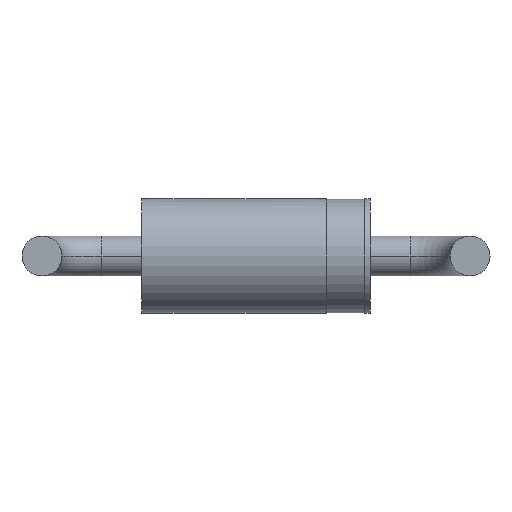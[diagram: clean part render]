
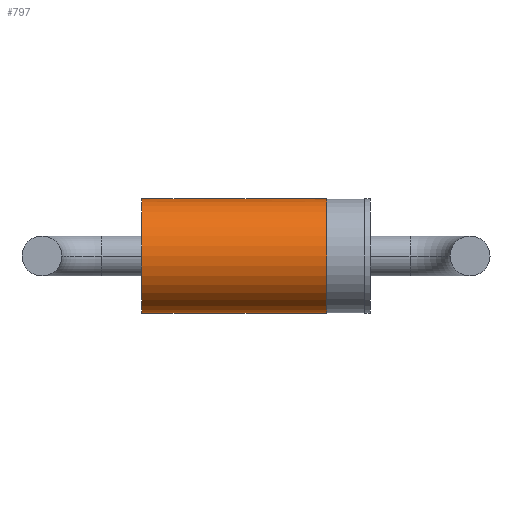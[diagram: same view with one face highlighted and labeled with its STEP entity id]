
A CAD part, front view. The second image highlights one B-rep face of the part: STEP entity #797.
In plain terms, the highlighted cylindrical face has radius 1.02 mm (diameter 2.04 mm), a partial arc.
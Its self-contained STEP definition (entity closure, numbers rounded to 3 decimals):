
#44 = CARTESIAN_POINT ( 'NONE',  ( 5.845, 2.02, 1.02 ) ) ;
#56 = DIRECTION ( 'NONE',  ( 0., 0., -1. ) ) ;
#210 = CARTESIAN_POINT ( 'NONE',  ( 5.845, 2.02, -1.02 ) ) ;
#238 = VECTOR ( 'NONE', #2086, 1000. ) ;
#245 = DIRECTION ( 'NONE',  ( -1., 0., 0. ) ) ;
#246 = CARTESIAN_POINT ( 'NONE',  ( 2.548, 2.02, -1.02 ) ) ;
#248 = ORIENTED_EDGE ( 'NONE', *, *, #583, .T. ) ;
#405 = DIRECTION ( 'NONE',  ( 1., 0., 0. ) ) ;
#443 = VECTOR ( 'NONE', #3192, 1000. ) ;
#450 = CARTESIAN_POINT ( 'NONE',  ( 2.548, 1.977, -1.019 ) ) ;
#462 = ORIENTED_EDGE ( 'NONE', *, *, #2694, .F. ) ;
#499 = VERTEX_POINT ( 'NONE', #4264 ) ;
#538 = CARTESIAN_POINT ( 'NONE',  ( 5.845, 2.02, 0. ) ) ;
#583 = EDGE_CURVE ( 'NONE', #2833, #1158, #1672, .T. ) ;
#655 = VERTEX_POINT ( 'NONE', #3768 ) ;
#778 = CARTESIAN_POINT ( 'NONE',  ( 2.548, 2.02, 1.02 ) ) ;
#797 = ADVANCED_FACE ( 'NONE', ( #1204 ), #1778, .T. ) ;
#824 = VERTEX_POINT ( 'NONE', #4283 ) ;
#829 = EDGE_CURVE ( 'NONE', #1525, #1513, #1891, .T. ) ;
#944 = VERTEX_POINT ( 'NONE', #3040 ) ;
#950 = DIRECTION ( 'NONE',  ( 0., 0., 1. ) ) ;
#1085 = ORIENTED_EDGE ( 'NONE', *, *, #2352, .F. ) ;
#1130 = VERTEX_POINT ( 'NONE', #3324 ) ;
#1158 = VERTEX_POINT ( 'NONE', #450 ) ;
#1163 = AXIS2_PLACEMENT_3D ( 'NONE', #3948, #1368, #950 ) ;
#1204 = FACE_OUTER_BOUND ( 'NONE', #3315, .T. ) ;
#1245 = CIRCLE ( 'NONE', #3695, 1.02 ) ;
#1285 = EDGE_CURVE ( 'NONE', #4212, #655, #2087, .T. ) ;
#1309 = DIRECTION ( 'NONE',  ( -1., 0., 0. ) ) ;
#1368 = DIRECTION ( 'NONE',  ( -1., 0., 0. ) ) ;
#1462 = LINE ( 'NONE', #1696, #238 ) ;
#1487 = DIRECTION ( 'NONE',  ( -1., 0., 0. ) ) ;
#1513 = VERTEX_POINT ( 'NONE', #3177 ) ;
#1515 = CARTESIAN_POINT ( 'NONE',  ( 3.148, 2.02, -1.02 ) ) ;
#1525 = VERTEX_POINT ( 'NONE', #1515 ) ;
#1585 = ORIENTED_EDGE ( 'NONE', *, *, #3171, .T. ) ;
#1671 = CARTESIAN_POINT ( 'NONE',  ( 5.845, 2.02, -1.02 ) ) ;
#1672 = CIRCLE ( 'NONE', #2218, 1.02 ) ;
#1696 = CARTESIAN_POINT ( 'NONE',  ( 5.845, 2.02, 1.02 ) ) ;
#1752 = CARTESIAN_POINT ( 'NONE',  ( 2.548, 2.02, 0. ) ) ;
#1778 = CYLINDRICAL_SURFACE ( 'NONE', #2166, 1.02 ) ;
#1849 = CARTESIAN_POINT ( 'NONE',  ( 2.548, 1.977, -1.019 ) ) ;
#1866 = LINE ( 'NONE', #1849, #2180 ) ;
#1882 = ORIENTED_EDGE ( 'NONE', *, *, #2503, .T. ) ;
#1891 = CIRCLE ( 'NONE', #4328, 1.02 ) ;
#1964 = EDGE_CURVE ( 'NONE', #1158, #1513, #1866, .T. ) ;
#1980 = AXIS2_PLACEMENT_3D ( 'NONE', #3367, #405, #56 ) ;
#2004 = DIRECTION ( 'NONE',  ( -1., 0., 0. ) ) ;
#2005 = VERTEX_POINT ( 'NONE', #3163 ) ;
#2006 = AXIS2_PLACEMENT_3D ( 'NONE', #4262, #2004, #3264 ) ;
#2086 = DIRECTION ( 'NONE',  ( -1., 0., 0. ) ) ;
#2087 = LINE ( 'NONE', #2428, #3294 ) ;
#2166 = AXIS2_PLACEMENT_3D ( 'NONE', #538, #1309, #3308 ) ;
#2180 = VECTOR ( 'NONE', #3469, 1000. ) ;
#2181 = VERTEX_POINT ( 'NONE', #778 ) ;
#2196 = ORIENTED_EDGE ( 'NONE', *, *, #829, .F. ) ;
#2218 = AXIS2_PLACEMENT_3D ( 'NONE', #1752, #3091, #4025 ) ;
#2311 = VECTOR ( 'NONE', #3011, 1000. ) ;
#2320 = DIRECTION ( 'NONE',  ( -1., 0., 0. ) ) ;
#2352 = EDGE_CURVE ( 'NONE', #499, #1525, #2988, .T. ) ;
#2412 = ORIENTED_EDGE ( 'NONE', *, *, #3798, .F. ) ;
#2428 = CARTESIAN_POINT ( 'NONE',  ( 3.148, 1.948, 1.017 ) ) ;
#2503 = EDGE_CURVE ( 'NONE', #2005, #944, #3875, .T. ) ;
#2529 = DIRECTION ( 'NONE',  ( -1., 0., 0. ) ) ;
#2532 = EDGE_CURVE ( 'NONE', #2181, #2005, #1462, .T. ) ;
#2694 = EDGE_CURVE ( 'NONE', #2833, #944, #3213, .T. ) ;
#2708 = ORIENTED_EDGE ( 'NONE', *, *, #2532, .T. ) ;
#2798 = DIRECTION ( 'NONE',  ( 0., 0.014, 1. ) ) ;
#2833 = VERTEX_POINT ( 'NONE', #246 ) ;
#2906 = ORIENTED_EDGE ( 'NONE', *, *, #3957, .T. ) ;
#2914 = EDGE_CURVE ( 'NONE', #824, #1130, #3723, .T. ) ;
#2988 = LINE ( 'NONE', #1671, #2311 ) ;
#3011 = DIRECTION ( 'NONE',  ( -1., 0., 0. ) ) ;
#3023 = ORIENTED_EDGE ( 'NONE', *, *, #2914, .T. ) ;
#3040 = CARTESIAN_POINT ( 'NONE',  ( 1.775, 2.02, -1.02 ) ) ;
#3070 = ORIENTED_EDGE ( 'NONE', *, *, #1285, .T. ) ;
#3091 = DIRECTION ( 'NONE',  ( -1., 0., 0. ) ) ;
#3106 = CARTESIAN_POINT ( 'NONE',  ( 3.148, 1.948, 1.017 ) ) ;
#3163 = CARTESIAN_POINT ( 'NONE',  ( 1.775, 2.02, 1.02 ) ) ;
#3171 = EDGE_CURVE ( 'NONE', #499, #824, #4231, .T. ) ;
#3177 = CARTESIAN_POINT ( 'NONE',  ( 3.148, 1.977, -1.019 ) ) ;
#3192 = DIRECTION ( 'NONE',  ( -1., 0., 0. ) ) ;
#3202 = CARTESIAN_POINT ( 'NONE',  ( 2.548, 2.02, 0. ) ) ;
#3213 = LINE ( 'NONE', #210, #443 ) ;
#3264 = DIRECTION ( 'NONE',  ( 0., 0.014, 1. ) ) ;
#3294 = VECTOR ( 'NONE', #1487, 1000. ) ;
#3308 = DIRECTION ( 'NONE',  ( 0., 0., 1. ) ) ;
#3315 = EDGE_LOOP ( 'NONE', ( #1085, #1585, #3023, #2412, #3070, #2906, #2708, #1882, #462, #248, #3725, #2196 ) ) ;
#3324 = CARTESIAN_POINT ( 'NONE',  ( 3.148, 2.02, 1.02 ) ) ;
#3367 = CARTESIAN_POINT ( 'NONE',  ( 1.775, 2.02, 0. ) ) ;
#3469 = DIRECTION ( 'NONE',  ( 1., 0., 0. ) ) ;
#3629 = CARTESIAN_POINT ( 'NONE',  ( 3.148, 2.02, 0. ) ) ;
#3695 = AXIS2_PLACEMENT_3D ( 'NONE', #3202, #2529, #2798 ) ;
#3723 = LINE ( 'NONE', #44, #3739 ) ;
#3725 = ORIENTED_EDGE ( 'NONE', *, *, #1964, .T. ) ;
#3739 = VECTOR ( 'NONE', #2320, 1000. ) ;
#3768 = CARTESIAN_POINT ( 'NONE',  ( 2.548, 1.948, 1.017 ) ) ;
#3798 = EDGE_CURVE ( 'NONE', #4212, #1130, #3831, .T. ) ;
#3831 = CIRCLE ( 'NONE', #2006, 1.02 ) ;
#3875 = CIRCLE ( 'NONE', #1980, 1.02 ) ;
#3937 = DIRECTION ( 'NONE',  ( 0., -0.043, -0.999 ) ) ;
#3948 = CARTESIAN_POINT ( 'NONE',  ( 5.067, 2.02, 0. ) ) ;
#3957 = EDGE_CURVE ( 'NONE', #655, #2181, #1245, .T. ) ;
#4025 = DIRECTION ( 'NONE',  ( 0., -0.043, -0.999 ) ) ;
#4212 = VERTEX_POINT ( 'NONE', #3106 ) ;
#4231 = CIRCLE ( 'NONE', #1163, 1.02 ) ;
#4262 = CARTESIAN_POINT ( 'NONE',  ( 3.148, 2.02, 0. ) ) ;
#4264 = CARTESIAN_POINT ( 'NONE',  ( 5.067, 2.02, -1.02 ) ) ;
#4283 = CARTESIAN_POINT ( 'NONE',  ( 5.067, 2.02, 1.02 ) ) ;
#4328 = AXIS2_PLACEMENT_3D ( 'NONE', #3629, #245, #3937 ) ;
